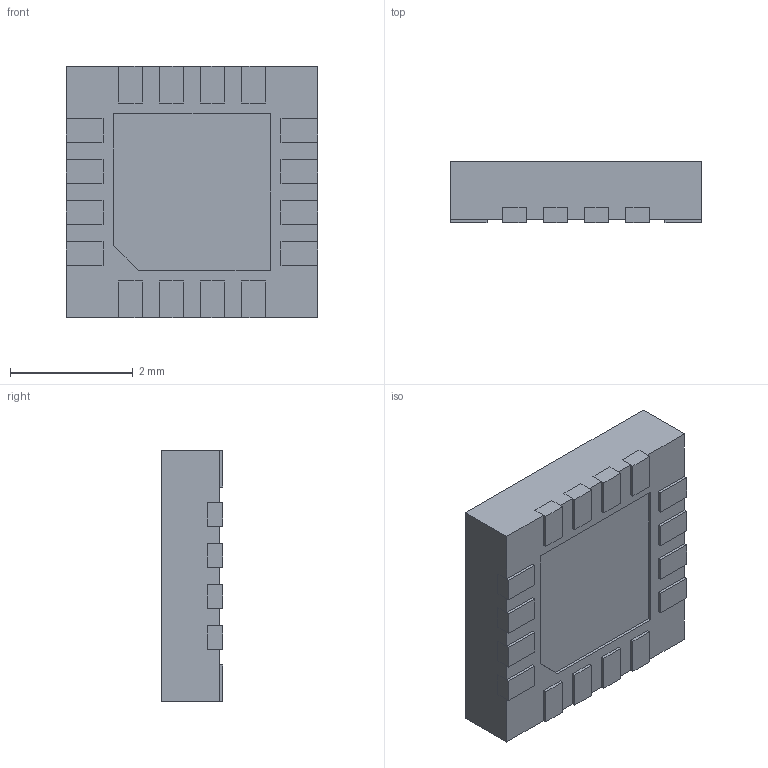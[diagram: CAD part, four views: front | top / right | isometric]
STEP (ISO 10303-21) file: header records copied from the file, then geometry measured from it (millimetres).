
FILE_DESCRIPTION (( 'STEP AP203' ), '1' );
FILE_NAME ('HMC849ALP4CE.STEP', '2021-04-03T07:49:11', ( '' ), ( '' ), 'SwSTEP 2.0', 'SolidWorks 2018', '' );
FILE_SCHEMA (( 'CONFIG_CONTROL_DESIGN' ));
Length unit declared in the file: millimetre
Products named in the file (2): HMC849ALP4CE
Bounding box: 4.1 x 1 x 4.1 mm (x, y, z)
Volume: 15.8 mm3; surface area: 69.3 mm2
Topology: 17 solids, 17 shells, 307 faces, 768 edges, 512 vertices
Faces by surface type: plane 279, bspline 26, cylinder 2
Entity records: 10509 total; most frequent: CARTESIAN_POINT 3191, ORIENTED_EDGE 1536, DIRECTION 1286, EDGE_CURVE 768, LINE 712, VECTOR 712, VERTEX_POINT 512, EDGE_LOOP 324
